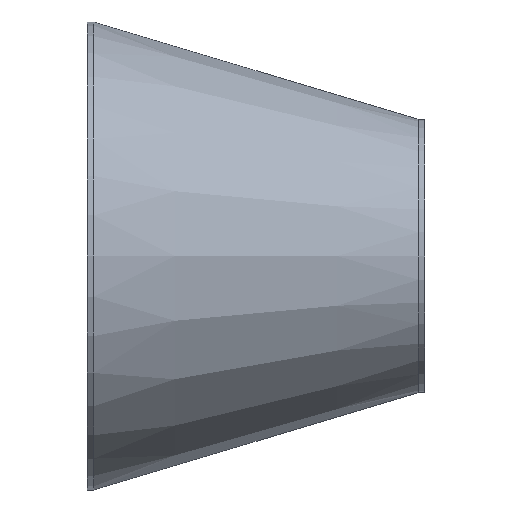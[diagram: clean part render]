
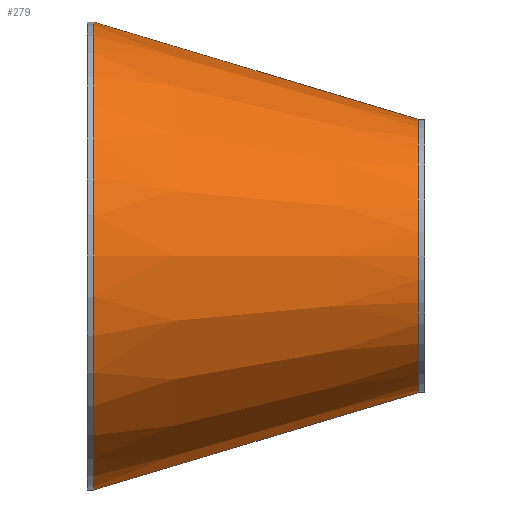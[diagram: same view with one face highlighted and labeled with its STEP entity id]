
A CAD part, left-side view. The second image highlights one B-rep face of the part: STEP entity #279.
In plain terms, the highlighted conical face has half-angle 16.699 degrees and reference radius 72.088 mm.
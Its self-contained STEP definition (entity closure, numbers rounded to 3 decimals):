
#19 = VECTOR ( 'NONE', #219, 1000. ) ;
#21 = CARTESIAN_POINT ( 'NONE',  ( 0., 100., 0. ) ) ;
#29 = CARTESIAN_POINT ( 'NONE',  ( 0., 100., 72.088 ) ) ;
#31 = VERTEX_POINT ( 'NONE', #110 ) ;
#50 = ORIENTED_EDGE ( 'NONE', *, *, #344, .F. ) ;
#64 = CONICAL_SURFACE ( 'NONE', #295, 72.088, 0.291 ) ;
#77 = DIRECTION ( 'NONE',  ( 0., 0., 1. ) ) ;
#80 = ORIENTED_EDGE ( 'NONE', *, *, #282, .T. ) ;
#94 = DIRECTION ( 'NONE',  ( 0., -1., 0. ) ) ;
#109 = FACE_OUTER_BOUND ( 'NONE', #340, .T. ) ;
#110 = CARTESIAN_POINT ( 'NONE',  ( 0., 100., -72.088 ) ) ;
#138 = DIRECTION ( 'NONE',  ( 0., 0.958, -0.287 ) ) ;
#149 = CARTESIAN_POINT ( 'NONE',  ( 0., 100., 72.088 ) ) ;
#153 = DIRECTION ( 'NONE',  ( 0., 0., 1. ) ) ;
#168 = CARTESIAN_POINT ( 'NONE',  ( 0., 100., -72.088 ) ) ;
#169 = EDGE_CURVE ( 'NONE', #186, #223, #306, .T. ) ;
#186 = VERTEX_POINT ( 'NONE', #385 ) ;
#219 = DIRECTION ( 'NONE',  ( 0., 0.958, 0.287 ) ) ;
#221 = ORIENTED_EDGE ( 'NONE', *, *, #273, .F. ) ;
#223 = VERTEX_POINT ( 'NONE', #322 ) ;
#251 = DIRECTION ( 'NONE',  ( 0., 1., 0. ) ) ;
#273 = EDGE_CURVE ( 'NONE', #223, #31, #297, .T. ) ;
#279 = ADVANCED_FACE ( 'NONE', ( #109 ), #64, .T. ) ;
#282 = EDGE_CURVE ( 'NONE', #186, #395, #399, .T. ) ;
#295 = AXIS2_PLACEMENT_3D ( 'NONE', #21, #359, #77 ) ;
#297 = LINE ( 'NONE', #168, #314 ) ;
#306 = CIRCLE ( 'NONE', #333, 42.088 ) ;
#314 = VECTOR ( 'NONE', #138, 1000. ) ;
#316 = CIRCLE ( 'NONE', #337, 72.088 ) ;
#317 = DIRECTION ( 'NONE',  ( 0., 0., -1. ) ) ;
#322 = CARTESIAN_POINT ( 'NONE',  ( 0., 0., -42.088 ) ) ;
#333 = AXIS2_PLACEMENT_3D ( 'NONE', #371, #94, #317 ) ;
#337 = AXIS2_PLACEMENT_3D ( 'NONE', #338, #251, #153 ) ;
#338 = CARTESIAN_POINT ( 'NONE',  ( 0., 100., 0. ) ) ;
#340 = EDGE_LOOP ( 'NONE', ( #221, #354, #80, #50 ) ) ;
#344 = EDGE_CURVE ( 'NONE', #31, #395, #316, .T. ) ;
#354 = ORIENTED_EDGE ( 'NONE', *, *, #169, .F. ) ;
#359 = DIRECTION ( 'NONE',  ( 0., 1., 0. ) ) ;
#371 = CARTESIAN_POINT ( 'NONE',  ( 0., 0., 0. ) ) ;
#385 = CARTESIAN_POINT ( 'NONE',  ( 0., 0., 42.088 ) ) ;
#395 = VERTEX_POINT ( 'NONE', #149 ) ;
#399 = LINE ( 'NONE', #29, #19 ) ;
